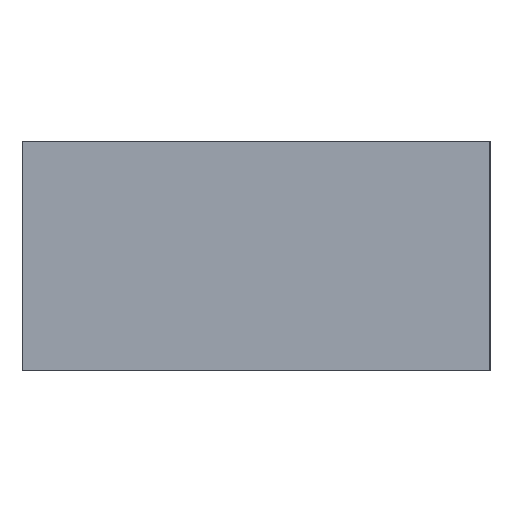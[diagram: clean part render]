
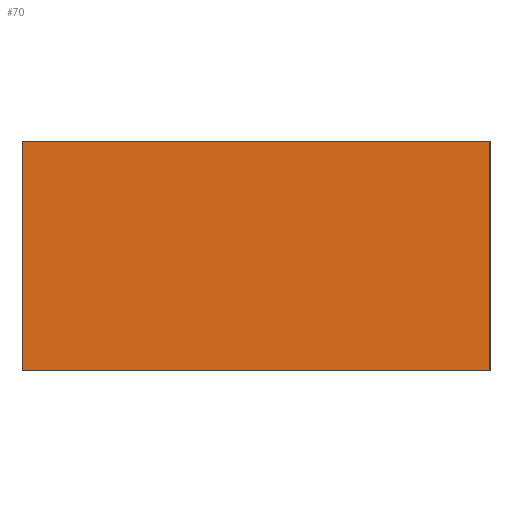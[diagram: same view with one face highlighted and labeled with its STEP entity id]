
A CAD part, left-side view. The second image highlights one B-rep face of the part: STEP entity #70.
In plain terms, the highlighted planar face has unit normal (-1, 0, 0).
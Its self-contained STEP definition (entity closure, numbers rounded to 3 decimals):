
#70=ADVANCED_FACE($,(#187),#1557,.T.);
#187=FACE_OUTER_BOUND($,#334,.T.);
#334=EDGE_LOOP($,(#564,#565,#566,#567));
#564=ORIENTED_EDGE($,*,*,#1126,.T.);
#565=ORIENTED_EDGE($,*,*,#1065,.F.);
#566=ORIENTED_EDGE($,*,*,#1134,.F.);
#567=ORIENTED_EDGE($,*,*,#1100,.T.);
#1065=EDGE_CURVE($,#1359,#1356,#1874,.T.);
#1100=EDGE_CURVE($,#1392,#1389,#1879,.T.);
#1126=EDGE_CURVE($,#1389,#1356,#1881,.T.);
#1134=EDGE_CURVE($,#1392,#1359,#1883,.T.);
#1356=VERTEX_POINT($,#4014);
#1359=VERTEX_POINT($,#4017);
#1389=VERTEX_POINT($,#4047);
#1392=VERTEX_POINT($,#4050);
#1557=PLANE($,#2058);
#1874=B_SPLINE_CURVE_WITH_KNOTS($,1,(#2190,#2191),.UNSPECIFIED.,.F.,.F.,
(2,2),(-47.,47.),.UNSPECIFIED.);
#1879=B_SPLINE_CURVE_WITH_KNOTS($,1,(#2350,#2351),.UNSPECIFIED.,.F.,.F.,
(2,2),(-47.,47.),.UNSPECIFIED.);
#1881=B_SPLINE_CURVE_WITH_KNOTS($,1,(#2474,#2475),.UNSPECIFIED.,.F.,.F.,
(2,2),(-23.,23.),.UNSPECIFIED.);
#1883=B_SPLINE_CURVE_WITH_KNOTS($,1,(#2500,#2501),.UNSPECIFIED.,.F.,.F.,
(2,2),(-23.,23.),.UNSPECIFIED.);
#2058=AXIS2_PLACEMENT_3D($,#3182,#2092,$);
#2092=DIRECTION($,(-1.,0.,0.));
#2190=CARTESIAN_POINT($,(339.,94.,91.));
#2191=CARTESIAN_POINT($,(339.,0.,91.));
#2350=CARTESIAN_POINT($,(339.,94.,45.));
#2351=CARTESIAN_POINT($,(339.,0.,45.));
#2474=CARTESIAN_POINT($,(339.,0.,45.));
#2475=CARTESIAN_POINT($,(339.,0.,91.));
#2500=CARTESIAN_POINT($,(339.,94.,45.));
#2501=CARTESIAN_POINT($,(339.,94.,91.));
#3182=CARTESIAN_POINT($,(339.,0.,45.));
#4014=CARTESIAN_POINT($,(339.,0.,91.));
#4017=CARTESIAN_POINT($,(339.,94.,91.));
#4047=CARTESIAN_POINT($,(339.,0.,45.));
#4050=CARTESIAN_POINT($,(339.,94.,45.));
